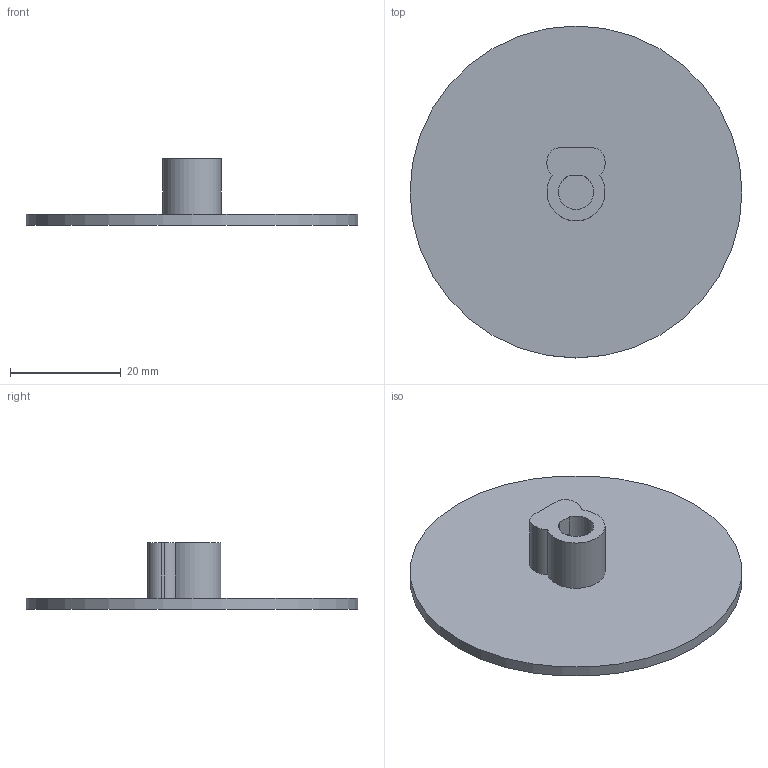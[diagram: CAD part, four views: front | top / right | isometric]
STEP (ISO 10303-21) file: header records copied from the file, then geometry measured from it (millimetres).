
FILE_DESCRIPTION(/* description */ (''),/* implementation_level */ '2;1');
FILE_NAME(/* name */ 'Rotating_Bed.stp',/* time_stamp */ '2024-04-24T20:05:21+01:00',/* author */ (''),/* organization */ (''),/* preprocessor_version */ 'ST-DEVELOPER v16.7',/* originating_system */ 'SIEMENS PLM Software NX 12.0',/* authorisation */ '');
FILE_SCHEMA (('AUTOMOTIVE_DESIGN { 1 0 10303 214 3 1 1 1 }'));
Length unit declared in the file: millimetre
Products named in the file (1): motor_lock
Bounding box: 60 x 60 x 12 mm (x, y, z)
Volume: 6517.4 mm3; surface area: 6686.3 mm2
Topology: 1 solids, 1 shells, 20 faces, 47 edges, 30 vertices
Faces by surface type: plane 11, cylinder 8, cone 1
Full cylindrical faces by diameter (mm): 3 x1, 60 x1
Entity records: 578 total; most frequent: DIRECTION 104, CARTESIAN_POINT 92, ORIENTED_EDGE 84, EDGE_CURVE 42, AXIS2_PLACEMENT_3D 41, VERTEX_POINT 29, EDGE_LOOP 26, LINE 22
